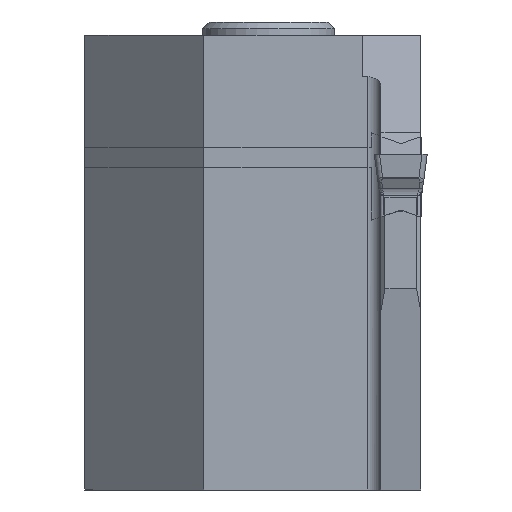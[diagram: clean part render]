
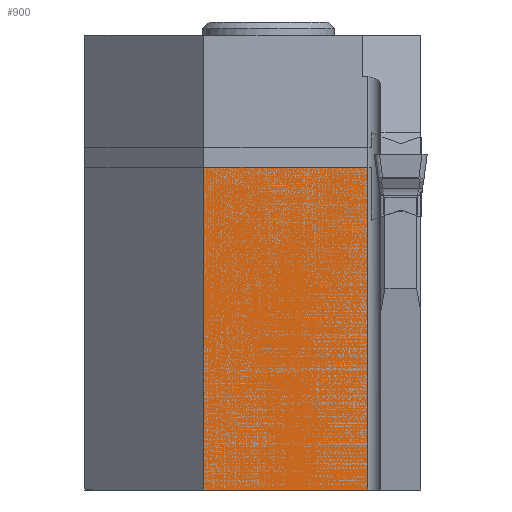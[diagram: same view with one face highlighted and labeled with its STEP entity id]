
A CAD part, left-side view. The second image highlights one B-rep face of the part: STEP entity #900.
In plain terms, the highlighted planar face has unit normal (-1, 0, 0).
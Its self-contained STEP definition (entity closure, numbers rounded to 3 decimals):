
#900=ADVANCED_FACE('',(#1156),#1066,.F.);
#1066=PLANE('',#3577);
#1156=FACE_OUTER_BOUND('',#1299,.T.);
#1299=EDGE_LOOP('',(#1623,#1624,#1625,#1626));
#1623=ORIENTED_EDGE('',*,*,#2707,.F.);
#1624=ORIENTED_EDGE('',*,*,#2703,.F.);
#1625=ORIENTED_EDGE('',*,*,#2708,.F.);
#1626=ORIENTED_EDGE('',*,*,#2680,.T.);
#2411=VERTEX_POINT('',#4692);
#2413=VERTEX_POINT('',#4695);
#2433=VERTEX_POINT('',#4739);
#2434=VERTEX_POINT('',#4741);
#2680=EDGE_CURVE('',#2413,#2411,#3082,.T.);
#2703=EDGE_CURVE('',#2434,#2433,#3099,.T.);
#2707=EDGE_CURVE('',#2433,#2411,#3103,.T.);
#2708=EDGE_CURVE('',#2413,#2434,#3104,.T.);
#3082=LINE('',#4694,#3328);
#3099=LINE('',#4742,#3345);
#3103=LINE('',#4750,#3349);
#3104=LINE('',#4751,#3350);
#3328=VECTOR('',#3872,1.);
#3345=VECTOR('',#3907,1.);
#3349=VECTOR('',#3915,1.);
#3350=VECTOR('',#3916,1.);
#3577=AXIS2_PLACEMENT_3D('',#4752,#3917,#3918);
#3872=DIRECTION('',(0.,0.,1.));
#3907=DIRECTION('',(0.,0.,1.));
#3915=DIRECTION('',(0.,-1.,0.));
#3916=DIRECTION('',(0.,1.,0.));
#3917=DIRECTION('',(1.,0.,0.));
#3918=DIRECTION('',(0.,1.,0.));
#4692=CARTESIAN_POINT('',(14.,2.5,-1.));
#4694=CARTESIAN_POINT('',(14.,2.5,9.));
#4695=CARTESIAN_POINT('',(14.,2.5,-25.4));
#4739=CARTESIAN_POINT('',(14.,14.9,-1.));
#4741=CARTESIAN_POINT('',(14.,14.9,-25.4));
#4742=CARTESIAN_POINT('',(14.,14.9,-25.4));
#4750=CARTESIAN_POINT('',(14.,1.5,-1.));
#4751=CARTESIAN_POINT('',(14.,1.5,-25.4));
#4752=CARTESIAN_POINT('',(14.,1.5,-25.4));
